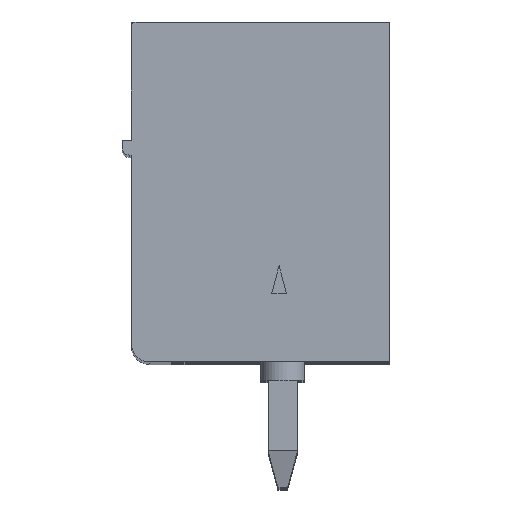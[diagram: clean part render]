
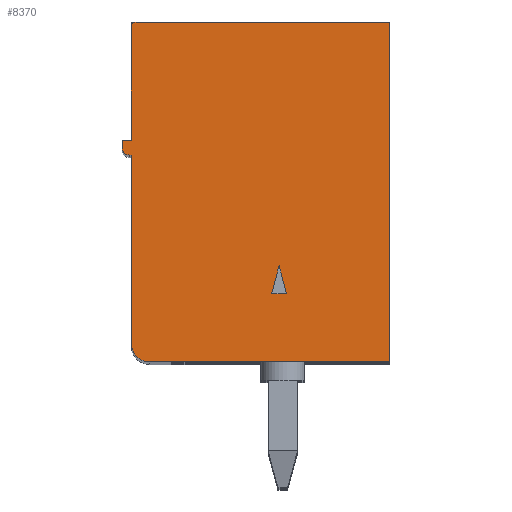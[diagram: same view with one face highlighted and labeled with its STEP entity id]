
A CAD part, top view. The second image highlights one B-rep face of the part: STEP entity #8370.
In plain terms, the highlighted planar face has unit normal (0, 0, 1).
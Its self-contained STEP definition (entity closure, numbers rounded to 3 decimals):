
#7130=CARTESIAN_POINT('',(0.,0.,
   2.54));
#7140=DIRECTION('',(0.,0.,
   1.));
#7150=DIRECTION('',(1.,0.,
   0.));
#7160=AXIS2_PLACEMENT_3D('',#7130,#7140,#7150);
#7170=PLANE('',#7160);
#7180=CARTESIAN_POINT('',(0.5,6.5,
   2.54));
#7190=DIRECTION('',(0.,0.,
   1.));
#7200=DIRECTION('',(1.,0.,
   0.));
#7210=AXIS2_PLACEMENT_3D('',#7180,#7190,#7200);
#7220=CIRCLE('',#7210,0.5);
#7230=CARTESIAN_POINT('',(0.5,7.,
   2.54));
#7240=VERTEX_POINT('',#7230);
#7250=CARTESIAN_POINT('',(0.,6.5,
   2.54));
#7260=VERTEX_POINT('',#7250);
#7270=EDGE_CURVE('',#7240,#7260,#7220,.T.);
#7280=ORIENTED_EDGE('',*,*,#7270,.T.);
#7290=CARTESIAN_POINT('',(0.,7.,
   2.54));
#7300=DIRECTION('',(1.,0.,
   0.));
#7310=VECTOR('',#7300,1.);
#7320=LINE('',#7290,#7310);
#7330=CARTESIAN_POINT('',(5.6,7.,
   2.54));
#7340=VERTEX_POINT('',#7330);
#7350=EDGE_CURVE('',#7240,#7340,#7320,.T.);
#7360=ORIENTED_EDGE('',*,*,#7350,.F.);
#7370=CARTESIAN_POINT('',(5.6,0.,
   2.54));
#7380=DIRECTION('',(0.,1.,
   0.));
#7390=VECTOR('',#7380,1.);
#7400=LINE('',#7370,#7390);
#7410=CARTESIAN_POINT('',(5.6,7.05,
   2.54));
#7420=VERTEX_POINT('',#7410);
#7430=EDGE_CURVE('',#7340,#7420,#7400,.T.);
#7440=ORIENTED_EDGE('',*,*,#7430,.F.);
#7450=CARTESIAN_POINT('',(5.8,7.05,
   2.54));
#7460=DIRECTION('',(0.,0.,
   1.));
#7470=DIRECTION('',(1.,0.,
   0.));
#7480=AXIS2_PLACEMENT_3D('',#7450,#7460,#7470);
#7490=CIRCLE('',#7480,0.2);
#7500=CARTESIAN_POINT('',(5.8,7.25,
   2.54));
#7510=VERTEX_POINT('',#7500);
#7520=EDGE_CURVE('',#7510,#7420,#7490,.T.);
#7530=ORIENTED_EDGE('',*,*,#7520,.T.);
#7540=CARTESIAN_POINT('',(0.,7.25,
   2.54));
#7550=DIRECTION('',(1.,0.,
   0.));
#7560=VECTOR('',#7550,1.);
#7570=LINE('',#7540,#7560);
#7580=CARTESIAN_POINT('',(6.,7.25,
   2.54));
#7590=VERTEX_POINT('',#7580);
#7600=EDGE_CURVE('',#7510,#7590,#7570,.T.);
#7610=ORIENTED_EDGE('',*,*,#7600,.F.);
#7620=CARTESIAN_POINT('',(6.,0.,
   2.54));
#7630=DIRECTION('',(0.,-1.,
   0.));
#7640=VECTOR('',#7630,1.);
#7650=LINE('',#7620,#7640);
#7660=CARTESIAN_POINT('',(6.,7.,
   2.54));
#7670=VERTEX_POINT('',#7660);
#7680=EDGE_CURVE('',#7590,#7670,#7650,.T.);
#7690=ORIENTED_EDGE('',*,*,#7680,.F.);
#7700=CARTESIAN_POINT('',(0.,7.,
   2.54));
#7710=DIRECTION('',(1.,0.,
   0.));
#7720=VECTOR('',#7710,1.);
#7730=LINE('',#7700,#7720);
#7740=CARTESIAN_POINT('',(9.1,7.,
   2.54));
#7750=VERTEX_POINT('',#7740);
#7760=EDGE_CURVE('',#7670,#7750,#7730,.T.);
#7770=ORIENTED_EDGE('',*,*,#7760,.F.);
#7780=CARTESIAN_POINT('',(9.1,6.9,
   2.54));
#7790=DIRECTION('',(0.,0.,
   1.));
#7800=DIRECTION('',(1.,0.,
   0.));
#7810=AXIS2_PLACEMENT_3D('',#7780,#7790,#7800);
#7820=CIRCLE('',#7810,0.1);
#7830=CARTESIAN_POINT('',(9.2,6.9,
   2.54));
#7840=VERTEX_POINT('',#7830);
#7850=EDGE_CURVE('',#7840,#7750,#7820,.T.);
#7860=ORIENTED_EDGE('',*,*,#7850,.T.);
#7870=CARTESIAN_POINT('',(9.2,0.,
   2.54));
#7880=DIRECTION('',(0.,1.,
   0.));
#7890=VECTOR('',#7880,1.);
#7900=LINE('',#7870,#7890);
#7910=CARTESIAN_POINT('',(9.2,0.
   ,2.54));
#7920=VERTEX_POINT('',#7910);
#7930=EDGE_CURVE('',#7920,#7840,#7900,.T.);
#7940=ORIENTED_EDGE('',*,*,#7930,.T.);
#7950=CARTESIAN_POINT('',(0.,0.
   ,2.54));
#7960=DIRECTION('',(1.,0.,
   0.));
#7970=VECTOR('',#7960,1.);
#7980=LINE('',#7950,#7970);
#7990=CARTESIAN_POINT('',(0.,0.
   ,2.54));
#8000=VERTEX_POINT('',#7990);
#8010=EDGE_CURVE('',#8000,#7920,#7980,.T.);
#8020=ORIENTED_EDGE('',*,*,#8010,.T.);
#8030=CARTESIAN_POINT('',(0.,0.,
   2.54));
#8040=DIRECTION('',(0.,-1.,
   0.));
#8050=VECTOR('',#8040,1.);
#8060=LINE('',#8030,#8050);
#8070=EDGE_CURVE('',#7260,#8000,#8060,.T.);
#8080=ORIENTED_EDGE('',*,*,#8070,.T.);
#8090=EDGE_LOOP('',(#8080,#8020,#7940,#7860,#7770,#7690,#7610,#7530,
   #7440,#7360,#7280));
#8100=FACE_OUTER_BOUND('',#8090,.T.);
#8110=CARTESIAN_POINT('',(0.,2.303,
   2.54));
#8120=DIRECTION('',(-0.966,-0.259,
   0.));
#8130=VECTOR('',#8120,1.);
#8140=LINE('',#8110,#8130);
#8150=CARTESIAN_POINT('',(2.6,3.,
   2.54));
#8160=VERTEX_POINT('',#8150);
#8170=CARTESIAN_POINT('',(1.85,2.799,
   2.54));
#8180=VERTEX_POINT('',#8170);
#8190=EDGE_CURVE('',#8160,#8180,#8140,.T.);
#8200=ORIENTED_EDGE('',*,*,#8190,.T.);
#8210=CARTESIAN_POINT('',(0.,3.697,
   2.54));
#8220=DIRECTION('',(0.966,-0.259,
   0.));
#8230=VECTOR('',#8220,1.);
#8240=LINE('',#8210,#8230);
#8250=CARTESIAN_POINT('',(1.85,3.201,
   2.54));
#8260=VERTEX_POINT('',#8250);
#8270=EDGE_CURVE('',#8260,#8160,#8240,.T.);
#8280=ORIENTED_EDGE('',*,*,#8270,.T.);
#8290=CARTESIAN_POINT('',(1.85,0.,
   2.54));
#8300=DIRECTION('',(0.,1.,
   0.));
#8310=VECTOR('',#8300,1.);
#8320=LINE('',#8290,#8310);
#8330=EDGE_CURVE('',#8180,#8260,#8320,.T.);
#8340=ORIENTED_EDGE('',*,*,#8330,.T.);
#8350=EDGE_LOOP('',(#8340,#8280,#8200));
#8360=FACE_BOUND('',#8350,.T.);
#8370=ADVANCED_FACE('',(#8100,#8360),#7170,.T.);
